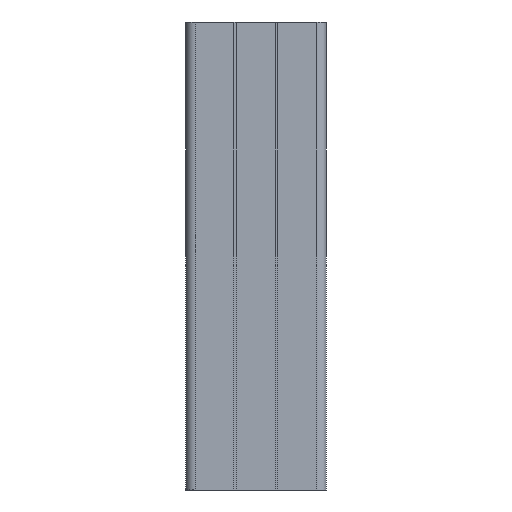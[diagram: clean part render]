
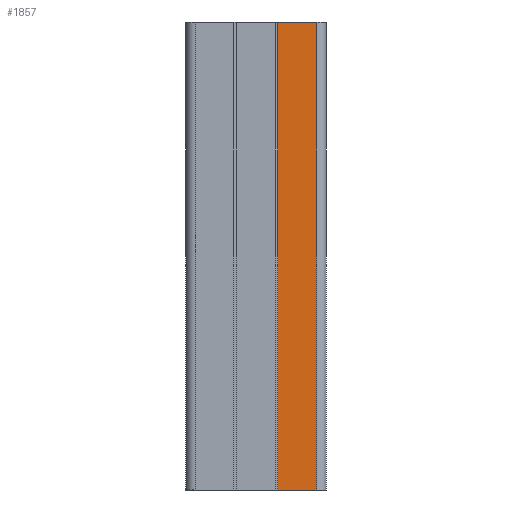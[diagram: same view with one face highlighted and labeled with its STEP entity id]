
A CAD part, front view. The second image highlights one B-rep face of the part: STEP entity #1857.
In plain terms, the highlighted free-form (B-spline) face has degree [1, 1] with [2, 2] control points.
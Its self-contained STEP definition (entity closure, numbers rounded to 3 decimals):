
#490 = VERTEX_POINT('',#491);
#491 = CARTESIAN_POINT('',(4.529,-14.453,
    48.178));
#496 = EDGE_CURVE('',#490,#497,#499,.T.);
#497 = VERTEX_POINT('',#498);
#498 = CARTESIAN_POINT('',(12.526,-14.453,
    48.178));
#499 = B_SPLINE_CURVE_WITH_KNOTS('',1,(#500,#501),.UNSPECIFIED.,.F.,.F.,
  (2,2),(0.6,8.9),.PIECEWISE_BEZIER_KNOTS.);
#500 = CARTESIAN_POINT('',(4.529,-14.453,
    48.178));
#501 = CARTESIAN_POINT('',(12.526,-14.453,
    48.178));
#1395 = VERTEX_POINT('',#1396);
#1396 = CARTESIAN_POINT('',(12.526,-14.453,
    -48.178));
#1402 = EDGE_CURVE('',#1403,#1395,#1405,.T.);
#1403 = VERTEX_POINT('',#1404);
#1404 = CARTESIAN_POINT('',(4.529,-14.453,
    -48.178));
#1405 = B_SPLINE_CURVE_WITH_KNOTS('',1,(#1406,#1407),.UNSPECIFIED.,.F.,
  .F.,(2,2),(0.6,8.9),.PIECEWISE_BEZIER_KNOTS.);
#1406 = CARTESIAN_POINT('',(4.529,-14.453,
    -48.178));
#1407 = CARTESIAN_POINT('',(12.526,-14.453,
    -48.178));
#1857 = ADVANCED_FACE('',(#1858),#1872,.F.);
#1858 = FACE_BOUND('',#1859,.T.);
#1859 = EDGE_LOOP('',(#1860,#1865,#1866,#1871));
#1860 = ORIENTED_EDGE('',*,*,#1861,.F.);
#1861 = EDGE_CURVE('',#1403,#490,#1862,.T.);
#1862 = B_SPLINE_CURVE_WITH_KNOTS('',1,(#1863,#1864),.UNSPECIFIED.,.F.,
  .F.,(2,2),(-100.,0.),.PIECEWISE_BEZIER_KNOTS.);
#1863 = CARTESIAN_POINT('',(4.529,-14.453,
    -48.178));
#1864 = CARTESIAN_POINT('',(4.529,-14.453,
    48.178));
#1865 = ORIENTED_EDGE('',*,*,#1402,.T.);
#1866 = ORIENTED_EDGE('',*,*,#1867,.F.);
#1867 = EDGE_CURVE('',#497,#1395,#1868,.T.);
#1868 = B_SPLINE_CURVE_WITH_KNOTS('',1,(#1869,#1870),.UNSPECIFIED.,.F.,
  .F.,(2,2),(0.,100.),.PIECEWISE_BEZIER_KNOTS.);
#1869 = CARTESIAN_POINT('',(12.526,-14.453,
    48.178));
#1870 = CARTESIAN_POINT('',(12.526,-14.453,
    -48.178));
#1871 = ORIENTED_EDGE('',*,*,#496,.F.);
#1872 = B_SPLINE_SURFACE_WITH_KNOTS('',1,1,(
    (#1873,#1874)
    ,(#1875,#1876
    )),.UNSPECIFIED.,.F.,.F.,.F.,(2,2),(2,2),(-100.,0.),(0.6,8.9),
  .PIECEWISE_BEZIER_KNOTS.);
#1873 = CARTESIAN_POINT('',(4.529,-14.453,
    -48.178));
#1874 = CARTESIAN_POINT('',(12.526,-14.453,
    -48.178));
#1875 = CARTESIAN_POINT('',(4.529,-14.453,
    48.178));
#1876 = CARTESIAN_POINT('',(12.526,-14.453,
    48.178));
